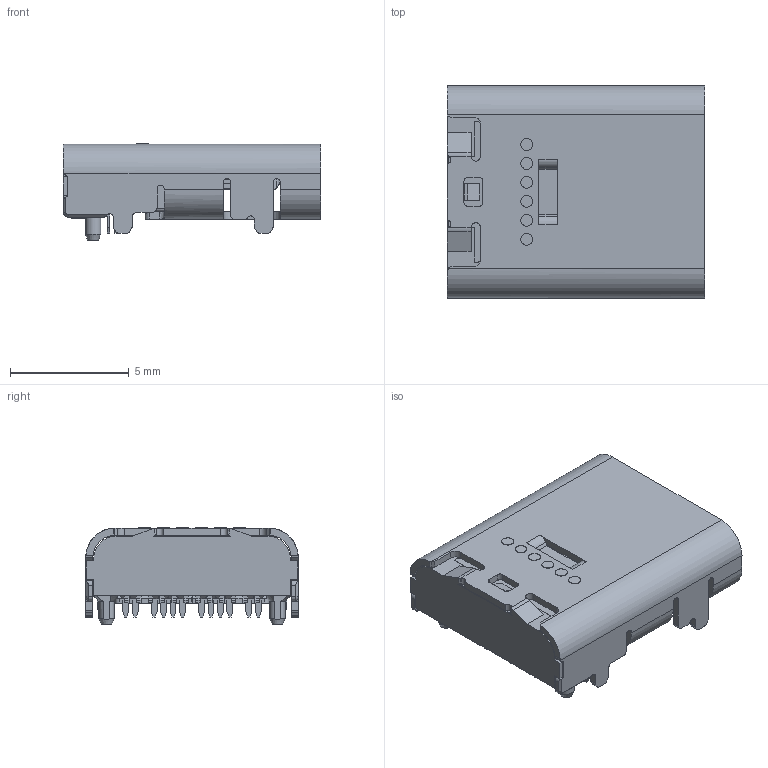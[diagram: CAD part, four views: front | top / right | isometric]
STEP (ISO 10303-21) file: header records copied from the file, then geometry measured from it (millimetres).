
FILE_DESCRIPTION(/* description */ (''),/* implementation_level */ '2;1');
FILE_NAME(/* name */ 'CUI - UJ31-CH-G1-SMT.step',/* time_stamp */ '2020-04-02T14:49:59+01:00',/* author */ (''),/* organization */ (''),/* preprocessor_version */ 'ST-DEVELOPER v18',/* originating_system */ 'Autodesk Translation Framework v8.12.0.6',/* authorisation */ '');
FILE_SCHEMA (('AUTOMOTIVE_DESIGN { 1 0 10303 214 3 1 1 }'));
Length unit declared in the file: millimetre
Products named in the file (1): CUI - UJ31-CH-G1-SMT-TR
Bounding box: 10.85 x 8.96 x 4.08 mm (x, y, z)
Volume: 176.5 mm3; surface area: 651.9 mm2
Topology: 1 solids, 25 shells, 1432 faces, 3949 edges, 2560 vertices
Faces by surface type: plane 1119, cylinder 293, cone 11, bspline 9
Full cylindrical faces by diameter (mm): 0.5 x12
Entity records: 46011 total; most frequent: CARTESIAN_POINT 8434, ORIENTED_EDGE 7898, DIRECTION 7455, EDGE_CURVE 3949, LINE 3219, VECTOR 3219, VERTEX_POINT 2560, AXIS2_PLACEMENT_3D 2118
